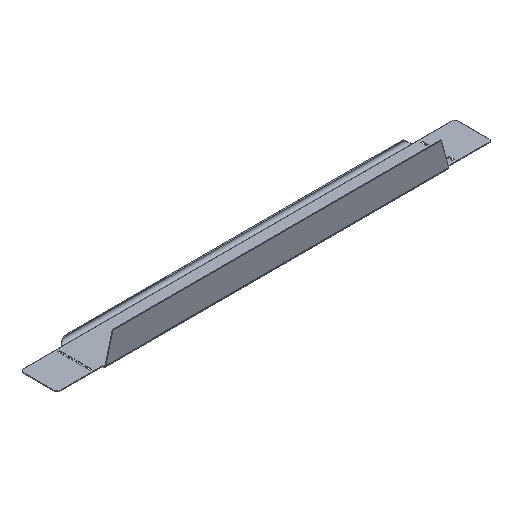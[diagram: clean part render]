
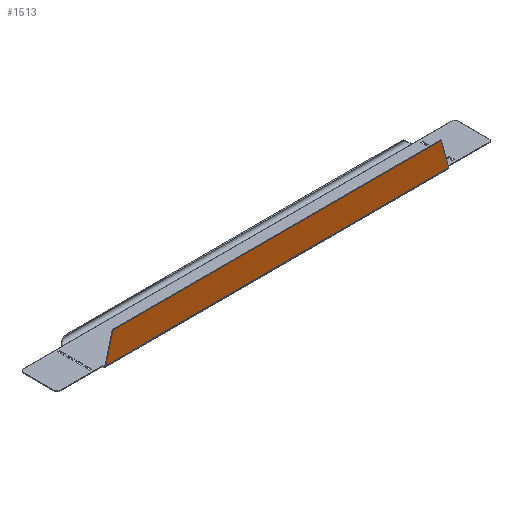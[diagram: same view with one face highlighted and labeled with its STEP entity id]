
A CAD part, isometric view. The second image highlights one B-rep face of the part: STEP entity #1513.
In plain terms, the highlighted planar face has unit normal (0, -1, 0).
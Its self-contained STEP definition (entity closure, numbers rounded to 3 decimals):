
#313=DIRECTION('',(-0.259,0.,-0.966));
#314=VECTOR('',#313,39.34);
#315=CARTESIAN_POINT('',(-348.746,0.,40.));
#316=LINE('',#315,#314);
#317=DIRECTION('',(-0.259,0.,0.966));
#318=VECTOR('',#317,39.34);
#319=CARTESIAN_POINT('',(113.928,0.,2.));
#320=LINE('',#319,#318);
#329=DIRECTION('',(-1.,0.,0.));
#330=VECTOR('',#329,472.856);
#331=CARTESIAN_POINT('',(113.928,0.,2.));
#332=LINE('',#331,#330);
#339=CARTESIAN_POINT('',(113.928,0.,2.));
#416=DIRECTION('',(1.,0.,0.));
#417=VECTOR('',#416,452.492);
#418=CARTESIAN_POINT('',(-348.746,0.,40.));
#419=LINE('',#418,#417);
#813=CARTESIAN_POINT('',(-348.746,0.,40.));
#815=VERTEX_POINT('',#813);
#820=CARTESIAN_POINT('',(-358.928,0.,2.));
#821=VERTEX_POINT('',#820);
#918=VERTEX_POINT('',#339);
#922=CARTESIAN_POINT('',(103.746,0.,40.));
#924=VERTEX_POINT('',#922);
#1499=CARTESIAN_POINT('',(422.5,0.,40.));
#1500=DIRECTION('',(0.,1.,0.));
#1501=DIRECTION('',(0.,0.,1.));
#1502=AXIS2_PLACEMENT_3D('',#1499,#1500,#1501);
#1503=PLANE('',#1502);
#1505=ORIENTED_EDGE('',*,*,#1504,.T.);
#1507=ORIENTED_EDGE('',*,*,#1506,.F.);
#1509=ORIENTED_EDGE('',*,*,#1508,.T.);
#1510=ORIENTED_EDGE('',*,*,#1490,.F.);
#1511=EDGE_LOOP('',(#1505,#1507,#1509,#1510));
#1512=FACE_OUTER_BOUND('',#1511,.F.);
#1513=ADVANCED_FACE('',(#1512),#1503,.F.);
#1490=EDGE_CURVE('',#918,#924,#320,.T.);
#1504=EDGE_CURVE('',#918,#821,#332,.T.);
#1506=EDGE_CURVE('',#815,#821,#316,.T.);
#1508=EDGE_CURVE('',#815,#924,#419,.T.);
